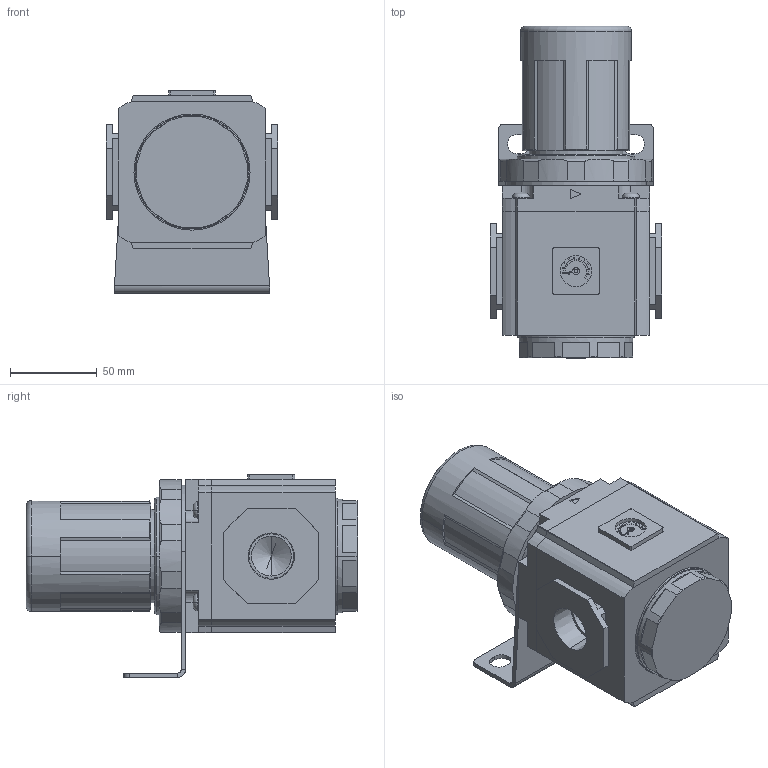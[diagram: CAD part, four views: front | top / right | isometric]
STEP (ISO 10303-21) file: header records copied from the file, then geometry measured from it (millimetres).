
FILE_DESCRIPTION (( 'STEP AP203' ), '1' );
FILE_NAME ('AR-663.step', '2015-11-09T22:42:31', ( '' ), ( '' ), 'SwSTEP 2.0', 'SolidWorks 2015', '' );
FILE_SCHEMA (( 'CONFIG_CONTROL_DESIGN' ));
Length unit declared in the file: millimetre
Products named in the file (1): AR-663
Bounding box: 99 x 191.5 x 117 mm (x, y, z)
Volume: 1021428.2 mm3; surface area: 120498.9 mm2
Topology: 11 solids, 11 shells, 475 faces, 1184 edges, 766 vertices
Faces by surface type: plane 326, cylinder 111, cone 26, torus 10, bspline 2
Entity records: 14571 total; most frequent: CARTESIAN_POINT 3132, ORIENTED_EDGE 2360, DIRECTION 2308, EDGE_CURVE 1180, LINE 792, VECTOR 792, VERTEX_POINT 766, AXIS2_PLACEMENT_3D 758
